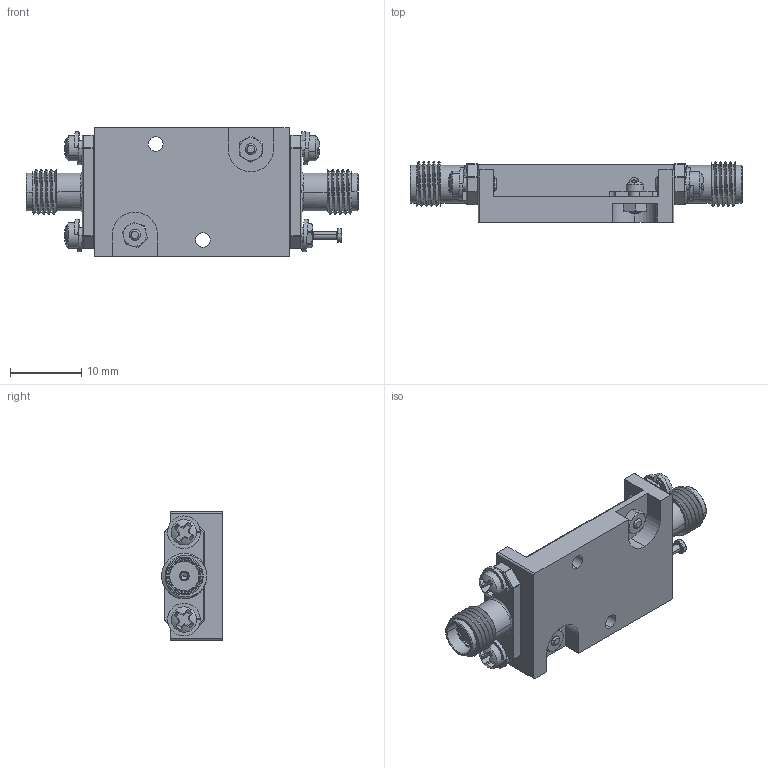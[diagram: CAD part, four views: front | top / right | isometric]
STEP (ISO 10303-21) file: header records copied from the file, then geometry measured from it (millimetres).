
FILE_DESCRIPTION (( 'STEP AP203' ), '1' );
FILE_NAME ('PEC-30-0R2520R0-5R0-22-12-SFF.STEP', '2018-07-24T17:10:27', ( 'PMI' ), ( 'Microsoft' ), 'SwSTEP 2.0', 'SolidWorks 2014', '' );
FILE_SCHEMA (( 'CONFIG_CONTROL_DESIGN' ));
Length unit declared in the file: inch
Products named in the file (11): PL75-059 DC Feedthru 25-Mil-Pin OD-.076 BL-.040 MDH_TL-156-08; PE2-CVR COVER MDH; PE2-C-2.0 BASE SPU_PE2-C; PL80-099 SMA 12-Mil-Pin .625 FLANG .481 MOUNT CONNECTOR MDH_PL80-099; PL75-055 2-56 GND LUG MDH_91737A047; PL256-SW 2-56 Split Lock Washer MDH_92147A410; PEC-30-0R2520R0-5R0-22-12-SFF; PL256-PXXFI SPU_0.1875; PL080-PXXF1 SPU_0.12500; PL080-HX 0-80 Undersize Hex Nut MDH_90730A001; PE2-H HOUSING MDH_PE2-H
Assembly tree (18 placements, depth 2):
  PEC-30-0R2520R0-5R0-22-12-SFF
    PE2-H HOUSING MDH_PE2-H
    PE2-CVR COVER MDH
    PL80-099 SMA 12-Mil-Pin .625 FLANG .481 MOUNT CONNECTOR MDH_PL80-099  x2
    PL256-SW 2-56 Split Lock Washer MDH_92147A410  x4
    PL256-PXXFI SPU_0.1875  x3
    PL080-PXXF1 SPU_0.12500  x2
    PL080-HX 0-80 Undersize Hex Nut MDH_90730A001  x2
    PL75-059 DC Feedthru 25-Mil-Pin OD-.076 BL-.040 MDH_TL-156-08
    PE2-C-2.0 BASE SPU_PE2-C
    PL75-055 2-56 GND LUG MDH_91737A047
Bounding box: 46.48 x 8.51 x 18.03 mm (x, y, z)
Volume: 3528.3 mm3; surface area: 4640.7 mm2
Topology: 22 solids, 22 shells, 810 faces, 1884 edges, 1093 vertices
Faces by surface type: cylinder 275, plane 227, torus 107, cone 100, sphere 73, bspline 28
Entity records: 16303 total; most frequent: CARTESIAN_POINT 3475, DIRECTION 2624, ORIENTED_EDGE 2264, EDGE_CURVE 1132, AXIS2_PLACEMENT_3D 1076, VERTEX_POINT 673, CIRCLE 572, EDGE_LOOP 543
